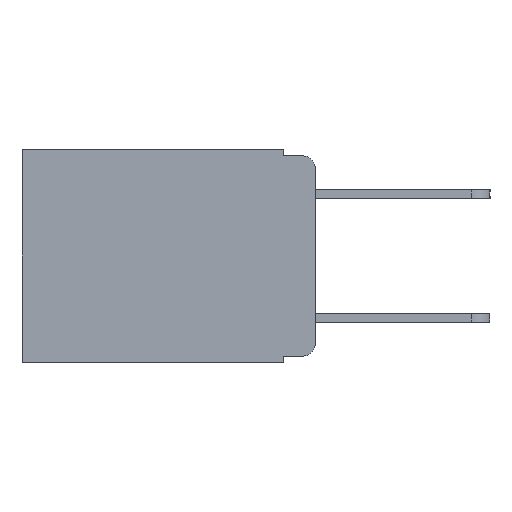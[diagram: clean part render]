
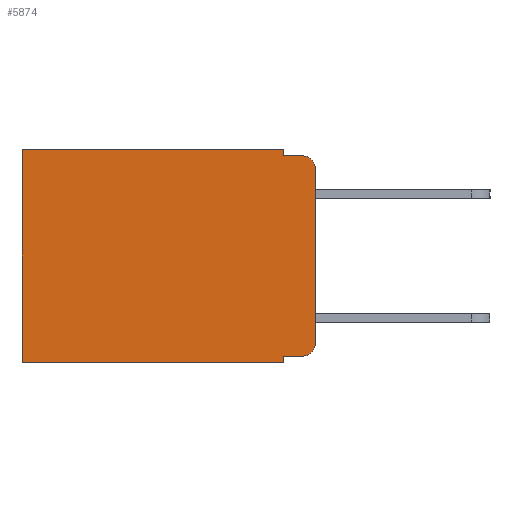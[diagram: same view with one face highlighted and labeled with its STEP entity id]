
A CAD part, left-side view. The second image highlights one B-rep face of the part: STEP entity #5874.
In plain terms, the highlighted planar face has unit normal (-1, 0, 0).
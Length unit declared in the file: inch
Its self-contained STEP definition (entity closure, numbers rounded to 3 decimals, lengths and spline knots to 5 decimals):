
#558 = VERTEX_POINT ( 'NONE', #17248 ) ;
#579 = ORIENTED_EDGE ( 'NONE', *, *, #6459, .T. ) ;
#1002 = LINE ( 'NONE', #8653, #8995 ) ;
#1237 = VERTEX_POINT ( 'NONE', #3447 ) ;
#1247 = LINE ( 'NONE', #11882, #9666 ) ;
#1280 = CARTESIAN_POINT ( 'NONE',  ( 0.298, 0.473, 0. ) ) ;
#1467 = CARTESIAN_POINT ( 'NONE',  ( 0.298, 0.051, 0. ) ) ;
#1907 = CARTESIAN_POINT ( 'NONE',  ( 0.298, 0.02, -0.01 ) ) ;
#2228 = DIRECTION ( 'NONE',  ( 0., 1., 0. ) ) ;
#2231 = EDGE_LOOP ( 'NONE', ( #12411, #579, #5302, #5056, #13905, #14502, #14609, #14781, #6493, #9327 ) ) ;
#2236 = CARTESIAN_POINT ( 'NONE',  ( 0.298, 0.051, 0. ) ) ;
#2377 = DIRECTION ( 'NONE',  ( 0., -1., 0. ) ) ;
#2388 = CARTESIAN_POINT ( 'NONE',  ( 0.298, 0., 0. ) ) ;
#2419 = CARTESIAN_POINT ( 'NONE',  ( 0.298, 0.051, -0.333 ) ) ;
#3080 = CARTESIAN_POINT ( 'NONE',  ( 0.298, 0.02, -0.03 ) ) ;
#3139 = VECTOR ( 'NONE', #4119, 39.37008 ) ;
#3243 = DIRECTION ( 'NONE',  ( 1., 0., 0. ) ) ;
#3447 = CARTESIAN_POINT ( 'NONE',  ( 0.298, 0., -0.313 ) ) ;
#3499 = EDGE_CURVE ( 'NONE', #558, #15593, #11883, .T. ) ;
#3853 = VERTEX_POINT ( 'NONE', #17788 ) ;
#4055 = CARTESIAN_POINT ( 'NONE',  ( 0.298, 0.051, 0. ) ) ;
#4119 = DIRECTION ( 'NONE',  ( 0., -1., 0. ) ) ;
#4863 = CARTESIAN_POINT ( 'NONE',  ( 0.298, 0.473, 0. ) ) ;
#4925 = VECTOR ( 'NONE', #9206, 39.37008 ) ;
#5056 = ORIENTED_EDGE ( 'NONE', *, *, #18546, .F. ) ;
#5302 = ORIENTED_EDGE ( 'NONE', *, *, #18619, .F. ) ;
#5397 = EDGE_CURVE ( 'NONE', #18521, #1237, #13969, .T. ) ;
#5632 = EDGE_CURVE ( 'NONE', #12624, #18405, #17827, .T. ) ;
#5874 = ADVANCED_FACE ( 'NONE', ( #13952 ), #6964, .F. ) ;
#6117 = AXIS2_PLACEMENT_3D ( 'NONE', #2388, #3243, #17084 ) ;
#6179 = DIRECTION ( 'NONE',  ( -1., 0., 0. ) ) ;
#6412 = VECTOR ( 'NONE', #16887, 39.37008 ) ;
#6459 = EDGE_CURVE ( 'NONE', #18521, #7394, #13068, .T. ) ;
#6493 = ORIENTED_EDGE ( 'NONE', *, *, #17434, .T. ) ;
#6597 = VECTOR ( 'NONE', #2228, 39.37008 ) ;
#6964 = PLANE ( 'NONE',  #6117 ) ;
#7179 = DIRECTION ( 'NONE',  ( -1., 0., 0. ) ) ;
#7394 = VERTEX_POINT ( 'NONE', #1907 ) ;
#7919 = VERTEX_POINT ( 'NONE', #8399 ) ;
#7953 = DIRECTION ( 'NONE',  ( 0., 0., -1. ) ) ;
#8264 = VERTEX_POINT ( 'NONE', #13649 ) ;
#8399 = CARTESIAN_POINT ( 'NONE',  ( 0.298, 0.473, -0.343 ) ) ;
#8653 = CARTESIAN_POINT ( 'NONE',  ( 0.298, 0.051, -0.01 ) ) ;
#8995 = VECTOR ( 'NONE', #2377, 39.37008 ) ;
#9004 = DIRECTION ( 'NONE',  ( 0., 0., -1. ) ) ;
#9206 = DIRECTION ( 'NONE',  ( 0., 0., -1. ) ) ;
#9327 = ORIENTED_EDGE ( 'NONE', *, *, #13589, .T. ) ;
#9666 = VECTOR ( 'NONE', #13229, 39.37008 ) ;
#10337 = AXIS2_PLACEMENT_3D ( 'NONE', #3080, #6179, #7953 ) ;
#10730 = VECTOR ( 'NONE', #18690, 39.37008 ) ;
#10768 = LINE ( 'NONE', #2236, #6412 ) ;
#11190 = CIRCLE ( 'NONE', #18413, 0.02 ) ;
#11882 = CARTESIAN_POINT ( 'NONE',  ( 0.298, 0., -0.343 ) ) ;
#11883 = LINE ( 'NONE', #4055, #15122 ) ;
#12205 = EDGE_CURVE ( 'NONE', #15593, #7919, #1247, .T. ) ;
#12411 = ORIENTED_EDGE ( 'NONE', *, *, #5397, .F. ) ;
#12624 = VERTEX_POINT ( 'NONE', #1467 ) ;
#12751 = CARTESIAN_POINT ( 'NONE',  ( 0.298, 0., -0.03 ) ) ;
#12936 = CARTESIAN_POINT ( 'NONE',  ( 0.298, 0.051, -0.343 ) ) ;
#13068 = CIRCLE ( 'NONE', #10337, 0.02 ) ;
#13182 = EDGE_CURVE ( 'NONE', #18405, #7919, #16383, .T. ) ;
#13229 = DIRECTION ( 'NONE',  ( 0., 1., 0. ) ) ;
#13589 = EDGE_CURVE ( 'NONE', #3853, #1237, #11190, .T. ) ;
#13649 = CARTESIAN_POINT ( 'NONE',  ( 0.298, 0.051, -0.01 ) ) ;
#13905 = ORIENTED_EDGE ( 'NONE', *, *, #5632, .T. ) ;
#13952 = FACE_OUTER_BOUND ( 'NONE', #2231, .T. ) ;
#13969 = LINE ( 'NONE', #17785, #10730 ) ;
#14502 = ORIENTED_EDGE ( 'NONE', *, *, #13182, .T. ) ;
#14609 = ORIENTED_EDGE ( 'NONE', *, *, #12205, .F. ) ;
#14781 = ORIENTED_EDGE ( 'NONE', *, *, #3499, .F. ) ;
#14905 = LINE ( 'NONE', #2419, #3139 ) ;
#15122 = VECTOR ( 'NONE', #9004, 39.37008 ) ;
#15593 = VERTEX_POINT ( 'NONE', #12936 ) ;
#15666 = CARTESIAN_POINT ( 'NONE',  ( 0.298, 0.02, -0.313 ) ) ;
#16383 = LINE ( 'NONE', #1280, #4925 ) ;
#16887 = DIRECTION ( 'NONE',  ( 0., 0., -1. ) ) ;
#17013 = DIRECTION ( 'NONE',  ( 0., 0., -1. ) ) ;
#17084 = DIRECTION ( 'NONE',  ( 0., 0., -1. ) ) ;
#17248 = CARTESIAN_POINT ( 'NONE',  ( 0.298, 0.051, -0.333 ) ) ;
#17434 = EDGE_CURVE ( 'NONE', #558, #3853, #14905, .T. ) ;
#17785 = CARTESIAN_POINT ( 'NONE',  ( 0.298, 0., 0. ) ) ;
#17788 = CARTESIAN_POINT ( 'NONE',  ( 0.298, 0.02, -0.333 ) ) ;
#17827 = LINE ( 'NONE', #18203, #6597 ) ;
#18203 = CARTESIAN_POINT ( 'NONE',  ( 0.298, 0., 0. ) ) ;
#18405 = VERTEX_POINT ( 'NONE', #4863 ) ;
#18413 = AXIS2_PLACEMENT_3D ( 'NONE', #15666, #7179, #17013 ) ;
#18521 = VERTEX_POINT ( 'NONE', #12751 ) ;
#18546 = EDGE_CURVE ( 'NONE', #12624, #8264, #10768, .T. ) ;
#18619 = EDGE_CURVE ( 'NONE', #8264, #7394, #1002, .T. ) ;
#18690 = DIRECTION ( 'NONE',  ( 0., 0., -1. ) ) ;
